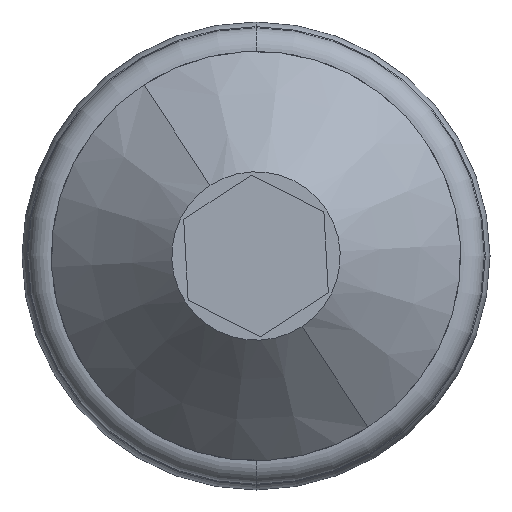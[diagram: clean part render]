
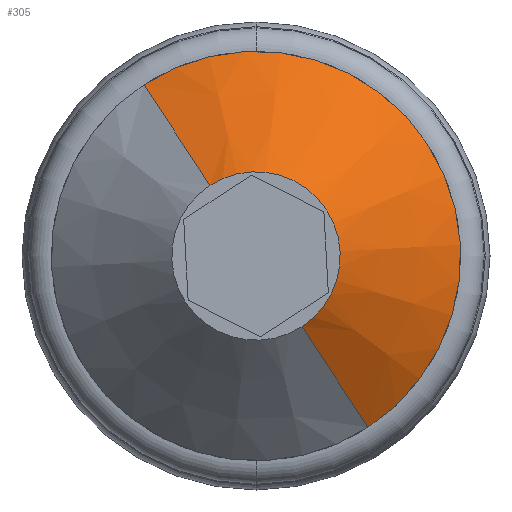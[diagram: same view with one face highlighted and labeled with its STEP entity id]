
A CAD part, front view. The second image highlights one B-rep face of the part: STEP entity #305.
In plain terms, the highlighted conical face has half-angle 45 degrees and reference radius 7.2 mm.
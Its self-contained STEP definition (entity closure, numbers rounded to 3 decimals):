
#31 = CARTESIAN_POINT ( 'NONE',  ( -32.116, -18.332, 46.028 ) ) ;
#167 = AXIS2_PLACEMENT_3D ( 'NONE', #1484, #1508, #1781 ) ;
#199 = AXIS2_PLACEMENT_3D ( 'NONE', #4287, #4396, #4225 ) ;
#305 = ADVANCED_FACE ( 'NONE', ( #1714 ), #975, .T. ) ;
#427 = ORIENTED_EDGE ( 'NONE', *, *, #2504, .F. ) ;
#439 = ORIENTED_EDGE ( 'NONE', *, *, #2364, .T. ) ;
#450 = ORIENTED_EDGE ( 'NONE', *, *, #2496, .T. ) ;
#457 = ORIENTED_EDGE ( 'NONE', *, *, #2433, .F. ) ;
#542 = EDGE_LOOP ( 'NONE', ( #457, #450, #439, #427 ) ) ;
#975 = CONICAL_SURFACE ( 'NONE', #4594, 7.2, 0.785 ) ;
#1446 = CARTESIAN_POINT ( 'NONE',  ( -24.24, -18.332, 33.972 ) ) ;
#1455 = VERTEX_POINT ( 'NONE', #4661 ) ;
#1484 = CARTESIAN_POINT ( 'NONE',  ( -28.178, -18.332, 40. ) ) ;
#1508 = DIRECTION ( 'NONE',  ( 0., -1., 0. ) ) ;
#1714 = FACE_OUTER_BOUND ( 'NONE', #542, .T. ) ;
#1781 = DIRECTION ( 'NONE',  ( 0.547, 0., -0.837 ) ) ;
#1915 = VERTEX_POINT ( 'NONE', #31 ) ;
#2274 = DIRECTION ( 'NONE',  ( -0.547, 0., 0.837 ) ) ;
#2356 = CARTESIAN_POINT ( 'NONE',  ( -18.606, -8.032, 25.35 ) ) ;
#2364 = EDGE_CURVE ( 'NONE', #5334, #5746, #5602, .T. ) ;
#2377 = DIRECTION ( 'NONE',  ( 0., 1., 0. ) ) ;
#2392 = CARTESIAN_POINT ( 'NONE',  ( -28.178, -18.332, 40. ) ) ;
#2433 = EDGE_CURVE ( 'NONE', #1455, #1915, #5547, .T. ) ;
#2446 = DIRECTION ( 'NONE',  ( 0.387, 0.707, -0.592 ) ) ;
#2463 = CARTESIAN_POINT ( 'NONE',  ( -32.116, -18.332, 46.028 ) ) ;
#2496 = EDGE_CURVE ( 'NONE', #1455, #5334, #5437, .T. ) ;
#2504 = EDGE_CURVE ( 'NONE', #1915, #5746, #5466, .T. ) ;
#2842 = DIRECTION ( 'NONE',  ( -0.387, 0.707, 0.592 ) ) ;
#4012 = CARTESIAN_POINT ( 'NONE',  ( -37.749, -8.032, 54.65 ) ) ;
#4225 = DIRECTION ( 'NONE',  ( 0.547, 0., -0.837 ) ) ;
#4287 = CARTESIAN_POINT ( 'NONE',  ( -28.178, -8.032, 40. ) ) ;
#4396 = DIRECTION ( 'NONE',  ( 0., -1., 0. ) ) ;
#4594 = AXIS2_PLACEMENT_3D ( 'NONE', #2392, #2377, #2274 ) ;
#4661 = CARTESIAN_POINT ( 'NONE',  ( -24.24, -18.332, 33.972 ) ) ;
#5334 = VERTEX_POINT ( 'NONE', #2356 ) ;
#5423 = VECTOR ( 'NONE', #2842, 1000. ) ;
#5437 = LINE ( 'NONE', #1446, #5443 ) ;
#5443 = VECTOR ( 'NONE', #2446, 1000. ) ;
#5466 = LINE ( 'NONE', #2463, #5423 ) ;
#5547 = CIRCLE ( 'NONE', #167, 7.2 ) ;
#5602 = CIRCLE ( 'NONE', #199, 17.5 ) ;
#5746 = VERTEX_POINT ( 'NONE', #4012 ) ;
